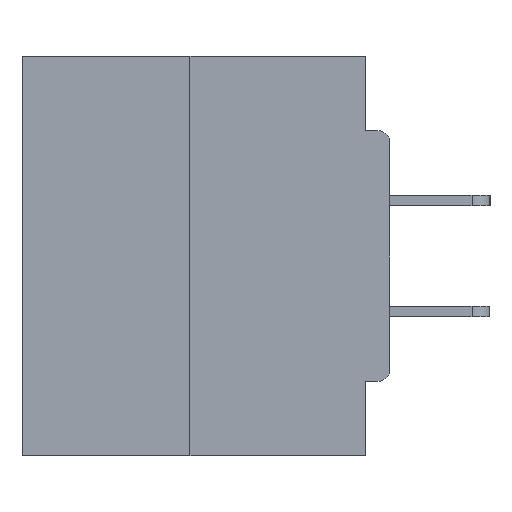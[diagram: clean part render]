
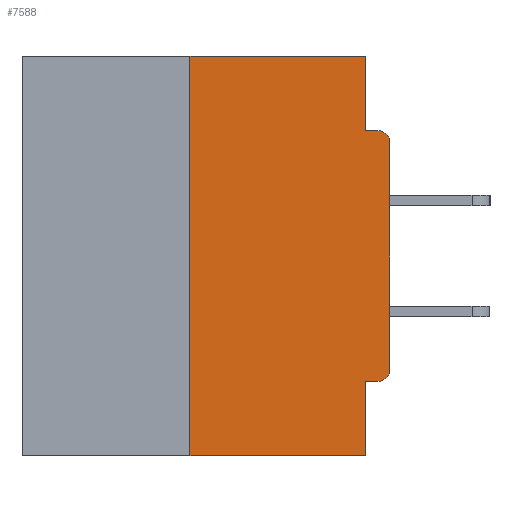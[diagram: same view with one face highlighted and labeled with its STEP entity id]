
A CAD part, left-side view. The second image highlights one B-rep face of the part: STEP entity #7588.
In plain terms, the highlighted planar face has unit normal (-1, 0, 0).
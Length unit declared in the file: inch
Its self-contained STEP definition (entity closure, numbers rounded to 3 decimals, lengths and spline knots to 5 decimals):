
#44 = EDGE_CURVE ( 'NONE', #21358, #28558, #22787, .T. ) ;
#220 = DIRECTION ( 'NONE',  ( 0., -1., 0. ) ) ;
#1282 = EDGE_CURVE ( 'NONE', #7729, #29450, #3823, .T. ) ;
#1396 = CARTESIAN_POINT ( 'NONE',  ( 0., 0.031, -0.4065 ) ) ;
#1608 = LINE ( 'NONE', #33272, #26112 ) ;
#2459 = ORIENTED_EDGE ( 'NONE', *, *, #26540, .F. ) ;
#3039 = VECTOR ( 'NONE', #220, 39.37008 ) ;
#3243 = CARTESIAN_POINT ( 'NONE',  ( 0., 0., -0.1085 ) ) ;
#3823 = LINE ( 'NONE', #28286, #3039 ) ;
#4141 = VERTEX_POINT ( 'NONE', #5774 ) ;
#4392 = AXIS2_PLACEMENT_3D ( 'NONE', #10517, #15381, #25701 ) ;
#5339 = AXIS2_PLACEMENT_3D ( 'NONE', #24029, #10880, #21322 ) ;
#5774 = CARTESIAN_POINT ( 'NONE',  ( 0., 0.031, 0. ) ) ;
#6411 = CIRCLE ( 'NONE', #5339, 0.015 ) ;
#6596 = ORIENTED_EDGE ( 'NONE', *, *, #6643, .F. ) ;
#6643 = EDGE_CURVE ( 'NONE', #10592, #4141, #1608, .T. ) ;
#7239 = EDGE_CURVE ( 'NONE', #23294, #29450, #12371, .T. ) ;
#7374 = VECTOR ( 'NONE', #11090, 39.37008 ) ;
#7588 = ADVANCED_FACE ( 'NONE', ( #10721 ), #17362, .F. ) ;
#7609 = ORIENTED_EDGE ( 'NONE', *, *, #11765, .T. ) ;
#7729 = VERTEX_POINT ( 'NONE', #22602 ) ;
#8523 = CARTESIAN_POINT ( 'NONE',  ( 0., 0., -0.4065 ) ) ;
#8980 = VECTOR ( 'NONE', #19999, 39.37008 ) ;
#9763 = DIRECTION ( 'NONE',  ( 0., 0., -1. ) ) ;
#10189 = LINE ( 'NONE', #12591, #13034 ) ;
#10504 = ORIENTED_EDGE ( 'NONE', *, *, #28612, .F. ) ;
#10517 = CARTESIAN_POINT ( 'NONE',  ( 0., 0.015, -0.1085 ) ) ;
#10592 = VERTEX_POINT ( 'NONE', #24859 ) ;
#10721 = FACE_OUTER_BOUND ( 'NONE', #26894, .T. ) ;
#10880 = DIRECTION ( 'NONE',  ( -1., 0., 0. ) ) ;
#10890 = VERTEX_POINT ( 'NONE', #32297 ) ;
#11090 = DIRECTION ( 'NONE',  ( 0., 1., 0. ) ) ;
#11111 = VECTOR ( 'NONE', #19354, 39.37008 ) ;
#11385 = ORIENTED_EDGE ( 'NONE', *, *, #44, .F. ) ;
#11731 = CARTESIAN_POINT ( 'NONE',  ( 0., 0.46, 0. ) ) ;
#11765 = EDGE_CURVE ( 'NONE', #27704, #10890, #6411, .T. ) ;
#12063 = ORIENTED_EDGE ( 'NONE', *, *, #29398, .T. ) ;
#12371 = CIRCLE ( 'NONE', #4392, 0.015 ) ;
#12591 = CARTESIAN_POINT ( 'NONE',  ( 0., 0.25, 0. ) ) ;
#13034 = VECTOR ( 'NONE', #25048, 39.37008 ) ;
#14219 = LINE ( 'NONE', #8523, #7374 ) ;
#14985 = CARTESIAN_POINT ( 'NONE',  ( 0., 0.46, -0.5 ) ) ;
#15381 = DIRECTION ( 'NONE',  ( -1., 0., 0. ) ) ;
#15864 = LINE ( 'NONE', #14985, #8980 ) ;
#16817 = CARTESIAN_POINT ( 'NONE',  ( 0., 0.031, -0.5 ) ) ;
#17021 = CARTESIAN_POINT ( 'NONE',  ( 0., 0.015, -0.4065 ) ) ;
#17029 = DIRECTION ( 'NONE',  ( 0., 0., -1. ) ) ;
#17134 = DIRECTION ( 'NONE',  ( 1., 0., 0. ) ) ;
#17362 = PLANE ( 'NONE',  #23511 ) ;
#19294 = ORIENTED_EDGE ( 'NONE', *, *, #19805, .T. ) ;
#19354 = DIRECTION ( 'NONE',  ( 0., 0., -1. ) ) ;
#19805 = EDGE_CURVE ( 'NONE', #10890, #23294, #24801, .T. ) ;
#19999 = DIRECTION ( 'NONE',  ( 0., -1., 0. ) ) ;
#20553 = CARTESIAN_POINT ( 'NONE',  ( 0., 0.25, -0.5 ) ) ;
#21061 = ORIENTED_EDGE ( 'NONE', *, *, #7239, .T. ) ;
#21322 = DIRECTION ( 'NONE',  ( 0., 0., -1. ) ) ;
#21358 = VERTEX_POINT ( 'NONE', #1396 ) ;
#21706 = CARTESIAN_POINT ( 'NONE',  ( 0., 0., 0. ) ) ;
#22602 = CARTESIAN_POINT ( 'NONE',  ( 0., 0.031, -0.0935 ) ) ;
#22787 = LINE ( 'NONE', #16817, #11111 ) ;
#23127 = LINE ( 'NONE', #27538, #30383 ) ;
#23294 = VERTEX_POINT ( 'NONE', #3243 ) ;
#23511 = AXIS2_PLACEMENT_3D ( 'NONE', #11731, #17134, #17029 ) ;
#24029 = CARTESIAN_POINT ( 'NONE',  ( 0., 0.015, -0.3915 ) ) ;
#24296 = DIRECTION ( 'NONE',  ( 0., 0., 1. ) ) ;
#24801 = LINE ( 'NONE', #21706, #28046 ) ;
#24859 = CARTESIAN_POINT ( 'NONE',  ( 0., 0.25, 0. ) ) ;
#25048 = DIRECTION ( 'NONE',  ( 0., 0., 1. ) ) ;
#25055 = CARTESIAN_POINT ( 'NONE',  ( 0., 0.031, -0.5 ) ) ;
#25521 = CARTESIAN_POINT ( 'NONE',  ( 0., 0.015, -0.0935 ) ) ;
#25701 = DIRECTION ( 'NONE',  ( 0., 0., -1. ) ) ;
#26112 = VECTOR ( 'NONE', #28105, 39.37008 ) ;
#26540 = EDGE_CURVE ( 'NONE', #27832, #10592, #10189, .T. ) ;
#26812 = EDGE_CURVE ( 'NONE', #27704, #21358, #14219, .T. ) ;
#26826 = ORIENTED_EDGE ( 'NONE', *, *, #26812, .F. ) ;
#26894 = EDGE_LOOP ( 'NONE', ( #6596, #2459, #12063, #11385, #26826, #7609, #19294, #21061, #29241, #10504 ) ) ;
#27538 = CARTESIAN_POINT ( 'NONE',  ( 0., 0.031, 0. ) ) ;
#27704 = VERTEX_POINT ( 'NONE', #17021 ) ;
#27832 = VERTEX_POINT ( 'NONE', #20553 ) ;
#28046 = VECTOR ( 'NONE', #24296, 39.37008 ) ;
#28105 = DIRECTION ( 'NONE',  ( 0., -1., 0. ) ) ;
#28286 = CARTESIAN_POINT ( 'NONE',  ( 0., 0., -0.0935 ) ) ;
#28558 = VERTEX_POINT ( 'NONE', #25055 ) ;
#28612 = EDGE_CURVE ( 'NONE', #4141, #7729, #23127, .T. ) ;
#29241 = ORIENTED_EDGE ( 'NONE', *, *, #1282, .F. ) ;
#29398 = EDGE_CURVE ( 'NONE', #27832, #28558, #15864, .T. ) ;
#29450 = VERTEX_POINT ( 'NONE', #25521 ) ;
#30383 = VECTOR ( 'NONE', #9763, 39.37008 ) ;
#32297 = CARTESIAN_POINT ( 'NONE',  ( 0., 0., -0.3915 ) ) ;
#33272 = CARTESIAN_POINT ( 'NONE',  ( 0., 0.46, 0. ) ) ;
